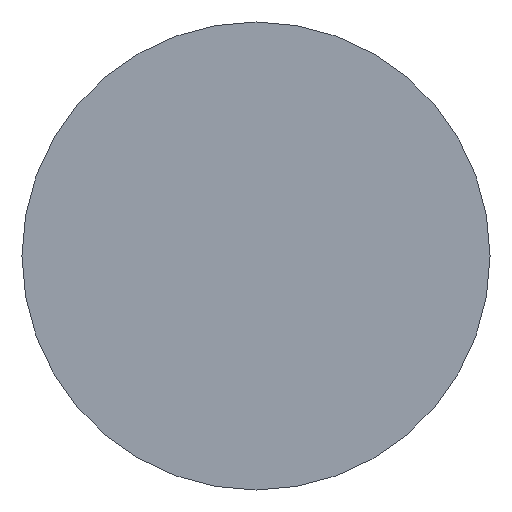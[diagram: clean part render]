
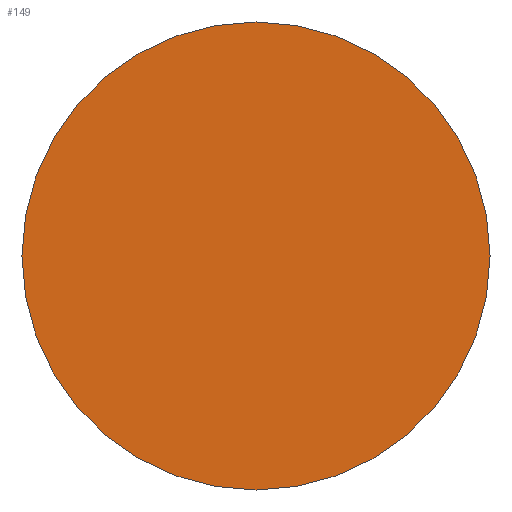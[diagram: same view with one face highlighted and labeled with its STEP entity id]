
A CAD part, front view. The second image highlights one B-rep face of the part: STEP entity #149.
In plain terms, the highlighted planar face has unit normal (0, -1, 0).
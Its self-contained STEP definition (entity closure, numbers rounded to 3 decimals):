
#102 = VERTEX_POINT ( 'NONE', #192 ) ;
#103 = VERTEX_POINT ( 'NONE', #215 ) ;
#104 = EDGE_CURVE ( 'NONE', #103, #102, #216, .T. ) ;
#107 = ORIENTED_EDGE ( 'NONE', *, *, #143, .F. ) ;
#115 = EDGE_LOOP ( 'NONE', ( #147, #107 ) ) ;
#143 = EDGE_CURVE ( 'NONE', #102, #103, #360, .T. ) ;
#147 = ORIENTED_EDGE ( 'NONE', *, *, #104, .F. ) ;
#149 = ADVANCED_FACE ( 'NONE', ( #353 ), #342, .T. ) ;
#192 = CARTESIAN_POINT ( 'NONE',  ( 0., 0., -20. ) ) ;
#206 = CARTESIAN_POINT ( 'NONE',  ( 0., 0., 0. ) ) ;
#215 = CARTESIAN_POINT ( 'NONE',  ( 0., 0., 20. ) ) ;
#216 = CIRCLE ( 'NONE', #311, 20. ) ;
#309 = DIRECTION ( 'NONE',  ( 0., 0., 1. ) ) ;
#310 = DIRECTION ( 'NONE',  ( 0., 1., 0. ) ) ;
#311 = AXIS2_PLACEMENT_3D ( 'NONE', #206, #310, #309 ) ;
#333 = AXIS2_PLACEMENT_3D ( 'NONE', #341, #347, #346 ) ;
#341 = CARTESIAN_POINT ( 'NONE',  ( 0., 0., 0. ) ) ;
#342 = PLANE ( 'NONE',  #333 ) ;
#346 = DIRECTION ( 'NONE',  ( 0., 0., -1. ) ) ;
#347 = DIRECTION ( 'NONE',  ( 0., -1., 0. ) ) ;
#348 = DIRECTION ( 'NONE',  ( 0., 0., 1. ) ) ;
#349 = DIRECTION ( 'NONE',  ( 0., 1., 0. ) ) ;
#350 = AXIS2_PLACEMENT_3D ( 'NONE', #362, #349, #348 ) ;
#353 = FACE_OUTER_BOUND ( 'NONE', #115, .T. ) ;
#360 = CIRCLE ( 'NONE', #350, 20. ) ;
#362 = CARTESIAN_POINT ( 'NONE',  ( 0., 0., 0. ) ) ;
